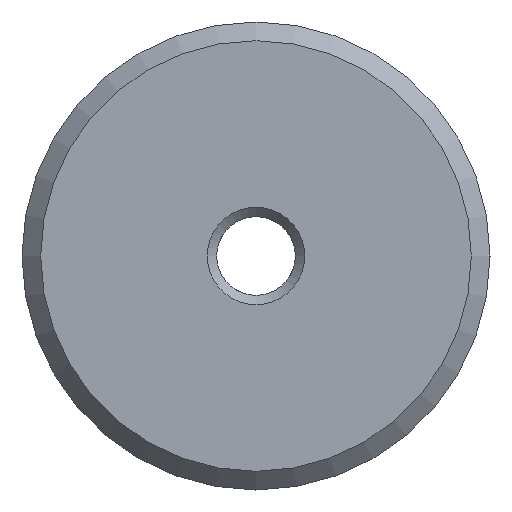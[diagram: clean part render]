
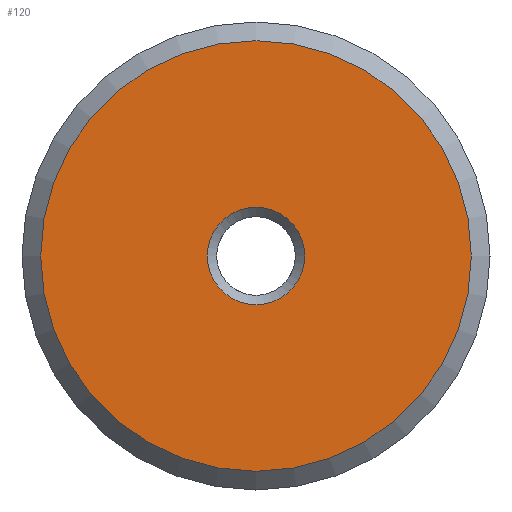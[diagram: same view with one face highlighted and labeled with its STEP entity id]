
A CAD part, left-side view. The second image highlights one B-rep face of the part: STEP entity #120.
In plain terms, the highlighted planar face has unit normal (-1, 0, 0).
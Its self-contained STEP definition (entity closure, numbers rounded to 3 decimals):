
#13 = CARTESIAN_POINT ( 'NONE',  ( 0., 0., 0. ) ) ;
#39 = AXIS2_PLACEMENT_3D ( 'NONE', #241, #245, #287 ) ;
#53 = EDGE_LOOP ( 'NONE', ( #135 ) ) ;
#73 = PLANE ( 'NONE',  #198 ) ;
#119 = DIRECTION ( 'NONE',  ( 0., 0., 1. ) ) ;
#120 = ADVANCED_FACE ( 'NONE', ( #204, #124 ), #73, .F. ) ;
#124 = FACE_OUTER_BOUND ( 'NONE', #53, .T. ) ;
#125 = VERTEX_POINT ( 'NONE', #288 ) ;
#135 = ORIENTED_EDGE ( 'NONE', *, *, #525, .T. ) ;
#149 = DIRECTION ( 'NONE',  ( 0., 0., -1. ) ) ;
#155 = DIRECTION ( 'NONE',  ( 1., 0., 0. ) ) ;
#198 = AXIS2_PLACEMENT_3D ( 'NONE', #355, #155, #149 ) ;
#204 = FACE_BOUND ( 'NONE', #418, .T. ) ;
#214 = CIRCLE ( 'NONE', #39, 2.6 ) ;
#236 = DIRECTION ( 'NONE',  ( -1., 0., 0. ) ) ;
#241 = CARTESIAN_POINT ( 'NONE',  ( 0., 0., 0. ) ) ;
#245 = DIRECTION ( 'NONE',  ( -1., 0., 0. ) ) ;
#287 = DIRECTION ( 'NONE',  ( 0., 0., 1. ) ) ;
#288 = CARTESIAN_POINT ( 'NONE',  ( 0., 0., 11.5 ) ) ;
#297 = CARTESIAN_POINT ( 'NONE',  ( 0., 0., 2.6 ) ) ;
#355 = CARTESIAN_POINT ( 'NONE',  ( 0., 2.6, 0. ) ) ;
#418 = EDGE_LOOP ( 'NONE', ( #468 ) ) ;
#433 = AXIS2_PLACEMENT_3D ( 'NONE', #13, #236, #119 ) ;
#468 = ORIENTED_EDGE ( 'NONE', *, *, #651, .F. ) ;
#525 = EDGE_CURVE ( 'NONE', #125, #125, #589, .T. ) ;
#589 = CIRCLE ( 'NONE', #433, 11.5 ) ;
#598 = VERTEX_POINT ( 'NONE', #297 ) ;
#651 = EDGE_CURVE ( 'NONE', #598, #598, #214, .T. ) ;
